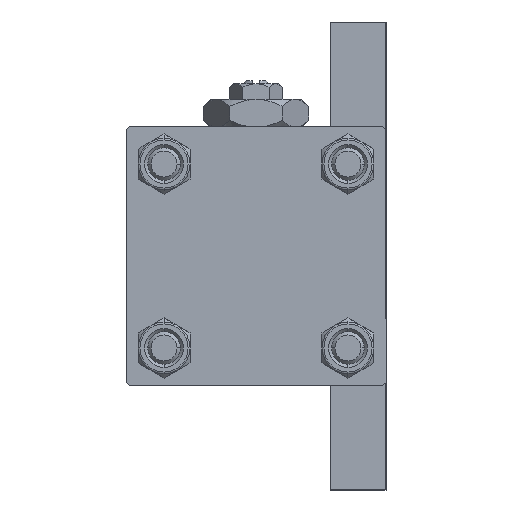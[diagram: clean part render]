
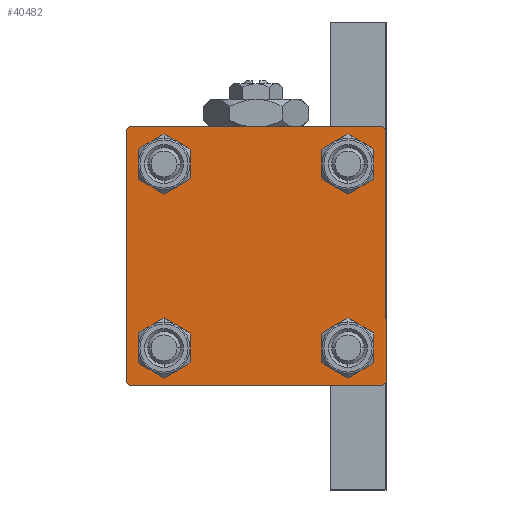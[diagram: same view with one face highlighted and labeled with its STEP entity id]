
A CAD part, left-side view. The second image highlights one B-rep face of the part: STEP entity #40482.
In plain terms, the highlighted planar face has unit normal (-1, 0, 0).
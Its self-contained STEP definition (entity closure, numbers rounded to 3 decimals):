
#91 = CARTESIAN_POINT ( 'NONE',  ( 0., -19.75, -19.75 ) ) ;
#194 = VERTEX_POINT ( 'NONE', #35345 ) ;
#347 = LINE ( 'NONE', #91, #36180 ) ;
#826 = CIRCLE ( 'NONE', #19375, 3. ) ;
#910 = VECTOR ( 'NONE', #38244, 1000. ) ;
#1070 = CARTESIAN_POINT ( 'NONE',  ( 0., 20., 20. ) ) ;
#1362 = DIRECTION ( 'NONE',  ( 1., 0., 0. ) ) ;
#1695 = ORIENTED_EDGE ( 'NONE', *, *, #9169, .T. ) ;
#1798 = ORIENTED_EDGE ( 'NONE', *, *, #36251, .T. ) ;
#1911 = VERTEX_POINT ( 'NONE', #39152 ) ;
#2254 = EDGE_CURVE ( 'NONE', #23724, #14884, #826, .T. ) ;
#2257 = VECTOR ( 'NONE', #48121, 1000. ) ;
#2927 = ORIENTED_EDGE ( 'NONE', *, *, #34280, .T. ) ;
#3496 = CIRCLE ( 'NONE', #8382, 3. ) ;
#4038 = ORIENTED_EDGE ( 'NONE', *, *, #36019, .T. ) ;
#5167 = CARTESIAN_POINT ( 'NONE',  ( 0., -20., 19.5 ) ) ;
#5407 = AXIS2_PLACEMENT_3D ( 'NONE', #38681, #20211, #13320 ) ;
#5686 = VERTEX_POINT ( 'NONE', #30416 ) ;
#7168 = EDGE_CURVE ( 'NONE', #43424, #48870, #13159, .T. ) ;
#7642 = CARTESIAN_POINT ( 'NONE',  ( 0., -20., 20. ) ) ;
#8081 = VECTOR ( 'NONE', #14018, 1000. ) ;
#8382 = AXIS2_PLACEMENT_3D ( 'NONE', #11370, #18715, #11626 ) ;
#8735 = ORIENTED_EDGE ( 'NONE', *, *, #9509, .T. ) ;
#9169 = EDGE_CURVE ( 'NONE', #14884, #23724, #32606, .T. ) ;
#9191 = AXIS2_PLACEMENT_3D ( 'NONE', #36026, #1362, #43090 ) ;
#9248 = VERTEX_POINT ( 'NONE', #25364 ) ;
#9478 = CARTESIAN_POINT ( 'NONE',  ( 0., 19.75, -19.75 ) ) ;
#9509 = EDGE_CURVE ( 'NONE', #30922, #1911, #3496, .T. ) ;
#9617 = DIRECTION ( 'NONE',  ( 1., 0., 0. ) ) ;
#9725 = ORIENTED_EDGE ( 'NONE', *, *, #43854, .T. ) ;
#9855 = EDGE_LOOP ( 'NONE', ( #4038, #1798, #15405, #2927, #30255, #37186, #12596, #18374 ) ) ;
#10478 = EDGE_CURVE ( 'NONE', #16836, #18416, #49830, .T. ) ;
#10937 = CARTESIAN_POINT ( 'NONE',  ( 0., 19.5, 20. ) ) ;
#11182 = LINE ( 'NONE', #7642, #35289 ) ;
#11370 = CARTESIAN_POINT ( 'NONE',  ( 0., 14.15, 14.15 ) ) ;
#11504 = VERTEX_POINT ( 'NONE', #23753 ) ;
#11626 = DIRECTION ( 'NONE',  ( 0., 0., 1. ) ) ;
#11633 = CARTESIAN_POINT ( 'NONE',  ( 0., 19.75, 19.75 ) ) ;
#12596 = ORIENTED_EDGE ( 'NONE', *, *, #31386, .F. ) ;
#12665 = VECTOR ( 'NONE', #30969, 1000. ) ;
#12795 = CARTESIAN_POINT ( 'NONE',  ( 0., 14.15, -14.15 ) ) ;
#12966 = CARTESIAN_POINT ( 'NONE',  ( 0., 19.5, -20. ) ) ;
#13159 = CIRCLE ( 'NONE', #31687, 3. ) ;
#13227 = CIRCLE ( 'NONE', #33472, 3. ) ;
#13279 = CARTESIAN_POINT ( 'NONE',  ( 0., -14.15, 14.15 ) ) ;
#13320 = DIRECTION ( 'NONE',  ( 0., 0., 1. ) ) ;
#13728 = ORIENTED_EDGE ( 'NONE', *, *, #7168, .T. ) ;
#14018 = DIRECTION ( 'NONE',  ( 0., -0.707, -0.707 ) ) ;
#14197 = EDGE_CURVE ( 'NONE', #9248, #5686, #13227, .T. ) ;
#14276 = EDGE_CURVE ( 'NONE', #37533, #26370, #40430, .T. ) ;
#14659 = CARTESIAN_POINT ( 'NONE',  ( 0., -14.15, 14.15 ) ) ;
#14884 = VERTEX_POINT ( 'NONE', #48337 ) ;
#15405 = ORIENTED_EDGE ( 'NONE', *, *, #21834, .T. ) ;
#15440 = FACE_BOUND ( 'NONE', #29445, .T. ) ;
#15626 = DIRECTION ( 'NONE',  ( 0., 0., 1. ) ) ;
#15803 = ORIENTED_EDGE ( 'NONE', *, *, #33556, .T. ) ;
#16338 = DIRECTION ( 'NONE',  ( 0., 0., 1. ) ) ;
#16370 = EDGE_LOOP ( 'NONE', ( #15803, #8735 ) ) ;
#16836 = VERTEX_POINT ( 'NONE', #10937 ) ;
#16987 = AXIS2_PLACEMENT_3D ( 'NONE', #46225, #39134, #15626 ) ;
#17568 = CARTESIAN_POINT ( 'NONE',  ( 0., -19.5, -20. ) ) ;
#18095 = VECTOR ( 'NONE', #34651, 1000. ) ;
#18374 = ORIENTED_EDGE ( 'NONE', *, *, #10478, .T. ) ;
#18416 = VERTEX_POINT ( 'NONE', #20149 ) ;
#18715 = DIRECTION ( 'NONE',  ( 1., 0., 0. ) ) ;
#19090 = VERTEX_POINT ( 'NONE', #12966 ) ;
#19375 = AXIS2_PLACEMENT_3D ( 'NONE', #12795, #24672, #16338 ) ;
#19461 = DIRECTION ( 'NONE',  ( -1., 0., 0. ) ) ;
#20149 = CARTESIAN_POINT ( 'NONE',  ( 0., 20., 19.5 ) ) ;
#20211 = DIRECTION ( 'NONE',  ( 1., 0., 0. ) ) ;
#21106 = LINE ( 'NONE', #9478, #8081 ) ;
#21525 = CARTESIAN_POINT ( 'NONE',  ( 0., -14.15, -17.15 ) ) ;
#21834 = EDGE_CURVE ( 'NONE', #19090, #36314, #39241, .T. ) ;
#22489 = DIRECTION ( 'NONE',  ( 0., 0., 1. ) ) ;
#22814 = DIRECTION ( 'NONE',  ( 0., 0., -1. ) ) ;
#23133 = LINE ( 'NONE', #41637, #12665 ) ;
#23665 = CIRCLE ( 'NONE', #39878, 3. ) ;
#23710 = CARTESIAN_POINT ( 'NONE',  ( 0., 14.15, -11.15 ) ) ;
#23724 = VERTEX_POINT ( 'NONE', #23710 ) ;
#23753 = CARTESIAN_POINT ( 'NONE',  ( 0., 20., -19.5 ) ) ;
#24122 = DIRECTION ( 'NONE',  ( 0., -0.707, 0.707 ) ) ;
#24648 = DIRECTION ( 'NONE',  ( 1., 0., 0. ) ) ;
#24672 = DIRECTION ( 'NONE',  ( 1., 0., 0. ) ) ;
#24885 = DIRECTION ( 'NONE',  ( 0., 0., 1. ) ) ;
#25364 = CARTESIAN_POINT ( 'NONE',  ( 0., -14.15, 17.15 ) ) ;
#25474 = DIRECTION ( 'NONE',  ( 0., 0.707, 0.707 ) ) ;
#25832 = CIRCLE ( 'NONE', #16987, 3. ) ;
#26370 = VERTEX_POINT ( 'NONE', #38941 ) ;
#26839 = CARTESIAN_POINT ( 'NONE',  ( 0., 20., -20. ) ) ;
#27507 = CARTESIAN_POINT ( 'NONE',  ( 0., -14.15, -11.15 ) ) ;
#28620 = LINE ( 'NONE', #1070, #2257 ) ;
#29247 = EDGE_CURVE ( 'NONE', #37533, #194, #11182, .T. ) ;
#29324 = DIRECTION ( 'NONE',  ( 0., 0., 1. ) ) ;
#29445 = EDGE_LOOP ( 'NONE', ( #34231, #13728 ) ) ;
#29548 = EDGE_CURVE ( 'NONE', #48870, #43424, #49841, .T. ) ;
#30255 = ORIENTED_EDGE ( 'NONE', *, *, #29247, .F. ) ;
#30416 = CARTESIAN_POINT ( 'NONE',  ( 0., -14.15, 11.15 ) ) ;
#30922 = VERTEX_POINT ( 'NONE', #36603 ) ;
#30969 = DIRECTION ( 'NONE',  ( 0., 0., -1. ) ) ;
#31386 = EDGE_CURVE ( 'NONE', #16836, #26370, #28620, .T. ) ;
#31687 = AXIS2_PLACEMENT_3D ( 'NONE', #40239, #9617, #29324 ) ;
#32606 = CIRCLE ( 'NONE', #9191, 3. ) ;
#33472 = AXIS2_PLACEMENT_3D ( 'NONE', #14659, #45515, #22489 ) ;
#33494 = EDGE_LOOP ( 'NONE', ( #49293, #1695 ) ) ;
#33556 = EDGE_CURVE ( 'NONE', #1911, #30922, #25832, .T. ) ;
#34231 = ORIENTED_EDGE ( 'NONE', *, *, #29548, .T. ) ;
#34280 = EDGE_CURVE ( 'NONE', #36314, #194, #347, .T. ) ;
#34403 = FACE_OUTER_BOUND ( 'NONE', #9855, .T. ) ;
#34651 = DIRECTION ( 'NONE',  ( 0., 0.707, -0.707 ) ) ;
#35152 = PLANE ( 'NONE',  #47827 ) ;
#35289 = VECTOR ( 'NONE', #22814, 1000. ) ;
#35345 = CARTESIAN_POINT ( 'NONE',  ( 0., -20., -19.5 ) ) ;
#36019 = EDGE_CURVE ( 'NONE', #18416, #11504, #23133, .T. ) ;
#36026 = CARTESIAN_POINT ( 'NONE',  ( 0., 14.15, -14.15 ) ) ;
#36143 = CARTESIAN_POINT ( 'NONE',  ( 0., -19.75, 19.75 ) ) ;
#36180 = VECTOR ( 'NONE', #24122, 1000. ) ;
#36251 = EDGE_CURVE ( 'NONE', #11504, #19090, #21106, .T. ) ;
#36314 = VERTEX_POINT ( 'NONE', #17568 ) ;
#36603 = CARTESIAN_POINT ( 'NONE',  ( 0., 14.15, 11.15 ) ) ;
#37186 = ORIENTED_EDGE ( 'NONE', *, *, #14276, .T. ) ;
#37533 = VERTEX_POINT ( 'NONE', #5167 ) ;
#38191 = DIRECTION ( 'NONE',  ( 0., 0., 1. ) ) ;
#38244 = DIRECTION ( 'NONE',  ( 0., -1., 0. ) ) ;
#38681 = CARTESIAN_POINT ( 'NONE',  ( 0., -14.15, -14.15 ) ) ;
#38938 = CARTESIAN_POINT ( 'NONE',  ( 0., 0., 0. ) ) ;
#38941 = CARTESIAN_POINT ( 'NONE',  ( 0., -19.5, 20. ) ) ;
#39134 = DIRECTION ( 'NONE',  ( 1., 0., 0. ) ) ;
#39152 = CARTESIAN_POINT ( 'NONE',  ( 0., 14.15, 17.15 ) ) ;
#39241 = LINE ( 'NONE', #26839, #910 ) ;
#39878 = AXIS2_PLACEMENT_3D ( 'NONE', #13279, #24648, #24885 ) ;
#40239 = CARTESIAN_POINT ( 'NONE',  ( 0., -14.15, -14.15 ) ) ;
#40430 = LINE ( 'NONE', #36143, #42345 ) ;
#40482 = ADVANCED_FACE ( 'NONE', ( #45786, #15440, #50073, #46281, #34403 ), #35152, .T. ) ;
#40583 = ORIENTED_EDGE ( 'NONE', *, *, #14197, .T. ) ;
#41637 = CARTESIAN_POINT ( 'NONE',  ( 0., 20., 20. ) ) ;
#42345 = VECTOR ( 'NONE', #25474, 1000. ) ;
#43090 = DIRECTION ( 'NONE',  ( 0., 0., 1. ) ) ;
#43424 = VERTEX_POINT ( 'NONE', #21525 ) ;
#43854 = EDGE_CURVE ( 'NONE', #5686, #9248, #23665, .T. ) ;
#44809 = EDGE_LOOP ( 'NONE', ( #40583, #9725 ) ) ;
#45515 = DIRECTION ( 'NONE',  ( 1., 0., 0. ) ) ;
#45786 = FACE_BOUND ( 'NONE', #44809, .T. ) ;
#46225 = CARTESIAN_POINT ( 'NONE',  ( 0., 14.15, 14.15 ) ) ;
#46281 = FACE_BOUND ( 'NONE', #16370, .T. ) ;
#47827 = AXIS2_PLACEMENT_3D ( 'NONE', #38938, #19461, #38191 ) ;
#48121 = DIRECTION ( 'NONE',  ( 0., -1., 0. ) ) ;
#48337 = CARTESIAN_POINT ( 'NONE',  ( 0., 14.15, -17.15 ) ) ;
#48870 = VERTEX_POINT ( 'NONE', #27507 ) ;
#49293 = ORIENTED_EDGE ( 'NONE', *, *, #2254, .T. ) ;
#49830 = LINE ( 'NONE', #11633, #18095 ) ;
#49841 = CIRCLE ( 'NONE', #5407, 3. ) ;
#50073 = FACE_BOUND ( 'NONE', #33494, .T. ) ;
